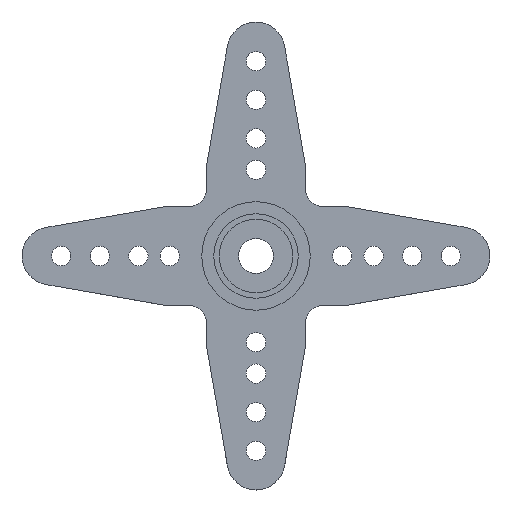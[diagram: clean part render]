
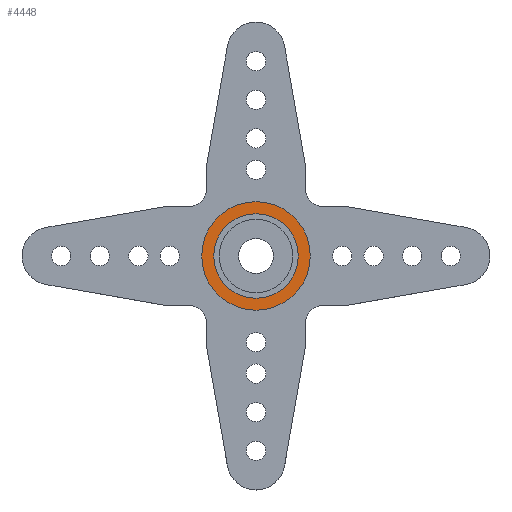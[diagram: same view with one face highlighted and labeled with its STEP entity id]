
A CAD part, top view. The second image highlights one B-rep face of the part: STEP entity #4448.
In plain terms, the highlighted planar face has unit normal (0, 0, 1).
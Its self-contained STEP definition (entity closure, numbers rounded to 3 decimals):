
#4237 = CYLINDRICAL_SURFACE('',#4238,4.5);
#4238 = AXIS2_PLACEMENT_3D('',#4239,#4240,#4241);
#4239 = CARTESIAN_POINT('',(0.,0.,2.));
#4240 = DIRECTION('',(0.,0.,1.));
#4241 = DIRECTION('',(1.,0.,0.));
#4321 = CYLINDRICAL_SURFACE('',#4322,3.5);
#4322 = AXIS2_PLACEMENT_3D('',#4323,#4324,#4325);
#4323 = CARTESIAN_POINT('',(0.,0.,1.3));
#4324 = DIRECTION('',(-0.,-0.,-1.));
#4325 = DIRECTION('',(1.,0.,0.));
#4341 = VERTEX_POINT('',#4342);
#4342 = CARTESIAN_POINT('',(4.5,0.,1.3));
#4363 = EDGE_CURVE('',#4341,#4341,#4364,.T.);
#4364 = SURFACE_CURVE('',#4365,(#4370,#4377),.PCURVE_S1.);
#4365 = CIRCLE('',#4366,4.5);
#4366 = AXIS2_PLACEMENT_3D('',#4367,#4368,#4369);
#4367 = CARTESIAN_POINT('',(0.,0.,1.3));
#4368 = DIRECTION('',(0.,0.,1.));
#4369 = DIRECTION('',(1.,0.,0.));
#4370 = PCURVE('',#4237,#4371);
#4371 = DEFINITIONAL_REPRESENTATION('',(#4372),#4376);
#4372 = LINE('',#4373,#4374);
#4373 = CARTESIAN_POINT('',(0.,-0.7));
#4374 = VECTOR('',#4375,1.);
#4375 = DIRECTION('',(1.,0.));
#4376 = ( GEOMETRIC_REPRESENTATION_CONTEXT(2) 
PARAMETRIC_REPRESENTATION_CONTEXT() REPRESENTATION_CONTEXT('2D SPACE',''
  ) );
#4377 = PCURVE('',#4378,#4383);
#4378 = PLANE('',#4379);
#4379 = AXIS2_PLACEMENT_3D('',#4380,#4381,#4382);
#4380 = CARTESIAN_POINT('',(4.5,0.,1.3));
#4381 = DIRECTION('',(0.,0.,-1.));
#4382 = DIRECTION('',(-1.,0.,0.));
#4383 = DEFINITIONAL_REPRESENTATION('',(#4384),#4392);
#4384 = ( BOUNDED_CURVE() B_SPLINE_CURVE(2,(#4385,#4386,#4387,#4388,
#4389,#4390,#4391),.UNSPECIFIED.,.F.,.F.) B_SPLINE_CURVE_WITH_KNOTS((1,2
    ,2,2,2,1),(-2.094,0.,2.094,4.189,
6.283,8.378),.UNSPECIFIED.) CURVE() 
GEOMETRIC_REPRESENTATION_ITEM() RATIONAL_B_SPLINE_CURVE((1.,0.5,1.,0.5,
1.,0.5,1.)) REPRESENTATION_ITEM('') );
#4385 = CARTESIAN_POINT('',(0.,0.));
#4386 = CARTESIAN_POINT('',(0.,7.794));
#4387 = CARTESIAN_POINT('',(6.75,3.897));
#4388 = CARTESIAN_POINT('',(13.5,0.));
#4389 = CARTESIAN_POINT('',(6.75,-3.897));
#4390 = CARTESIAN_POINT('',(0.,-7.794));
#4391 = CARTESIAN_POINT('',(0.,0.));
#4392 = ( GEOMETRIC_REPRESENTATION_CONTEXT(2) 
PARAMETRIC_REPRESENTATION_CONTEXT() REPRESENTATION_CONTEXT('2D SPACE',''
  ) );
#4398 = EDGE_CURVE('',#4399,#4399,#4401,.T.);
#4399 = VERTEX_POINT('',#4400);
#4400 = CARTESIAN_POINT('',(3.5,0.,1.3));
#4401 = SURFACE_CURVE('',#4402,(#4407,#4414),.PCURVE_S1.);
#4402 = CIRCLE('',#4403,3.5);
#4403 = AXIS2_PLACEMENT_3D('',#4404,#4405,#4406);
#4404 = CARTESIAN_POINT('',(0.,0.,1.3));
#4405 = DIRECTION('',(0.,0.,1.));
#4406 = DIRECTION('',(1.,0.,0.));
#4407 = PCURVE('',#4321,#4408);
#4408 = DEFINITIONAL_REPRESENTATION('',(#4409),#4413);
#4409 = LINE('',#4410,#4411);
#4410 = CARTESIAN_POINT('',(-0.,0.));
#4411 = VECTOR('',#4412,1.);
#4412 = DIRECTION('',(-1.,0.));
#4413 = ( GEOMETRIC_REPRESENTATION_CONTEXT(2) 
PARAMETRIC_REPRESENTATION_CONTEXT() REPRESENTATION_CONTEXT('2D SPACE',''
  ) );
#4414 = PCURVE('',#4378,#4415);
#4415 = DEFINITIONAL_REPRESENTATION('',(#4416),#4424);
#4416 = ( BOUNDED_CURVE() B_SPLINE_CURVE(2,(#4417,#4418,#4419,#4420,
#4421,#4422,#4423),.UNSPECIFIED.,.F.,.F.) B_SPLINE_CURVE_WITH_KNOTS((1,2
    ,2,2,2,1),(-2.094,0.,2.094,4.189,
6.283,8.378),.UNSPECIFIED.) CURVE() 
GEOMETRIC_REPRESENTATION_ITEM() RATIONAL_B_SPLINE_CURVE((1.,0.5,1.,0.5,
1.,0.5,1.)) REPRESENTATION_ITEM('') );
#4417 = CARTESIAN_POINT('',(1.,0.));
#4418 = CARTESIAN_POINT('',(1.,6.062));
#4419 = CARTESIAN_POINT('',(6.25,3.031));
#4420 = CARTESIAN_POINT('',(11.5,0.));
#4421 = CARTESIAN_POINT('',(6.25,-3.031));
#4422 = CARTESIAN_POINT('',(1.,-6.062));
#4423 = CARTESIAN_POINT('',(1.,0.));
#4424 = ( GEOMETRIC_REPRESENTATION_CONTEXT(2) 
PARAMETRIC_REPRESENTATION_CONTEXT() REPRESENTATION_CONTEXT('2D SPACE',''
  ) );
#4448 = ADVANCED_FACE('',(#4449,#4452),#4378,.F.);
#4449 = FACE_BOUND('',#4450,.F.);
#4450 = EDGE_LOOP('',(#4451));
#4451 = ORIENTED_EDGE('',*,*,#4363,.F.);
#4452 = FACE_BOUND('',#4453,.F.);
#4453 = EDGE_LOOP('',(#4454));
#4454 = ORIENTED_EDGE('',*,*,#4398,.T.);
